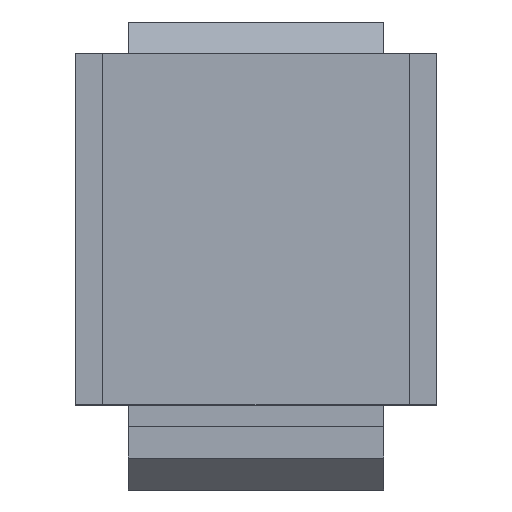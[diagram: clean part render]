
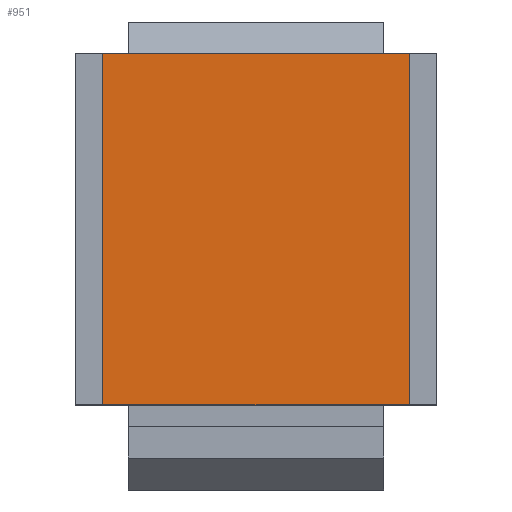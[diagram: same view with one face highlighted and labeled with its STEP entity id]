
A CAD part, top view. The second image highlights one B-rep face of the part: STEP entity #951.
In plain terms, the highlighted planar face has unit normal (0, 0, 1).
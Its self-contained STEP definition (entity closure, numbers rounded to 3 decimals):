
#644 = VERTEX_POINT('',#645);
#645 = CARTESIAN_POINT('',(7.2,-8.,0.));
#653 = VERTEX_POINT('',#654);
#654 = CARTESIAN_POINT('',(-7.2,-8.,0.));
#660 = EDGE_CURVE('',#653,#644,#661,.T.);
#661 = LINE('',#662,#663);
#662 = CARTESIAN_POINT('',(-7.2,-8.,0.));
#663 = VECTOR('',#664,1.);
#664 = DIRECTION('',(1.,0.,0.));
#828 = VERTEX_POINT('',#829);
#829 = CARTESIAN_POINT('',(7.2,8.5,0.));
#837 = VERTEX_POINT('',#838);
#838 = CARTESIAN_POINT('',(-7.2,8.5,0.));
#844 = EDGE_CURVE('',#837,#828,#845,.T.);
#845 = LINE('',#846,#847);
#846 = CARTESIAN_POINT('',(-7.2,8.5,0.));
#847 = VECTOR('',#848,1.);
#848 = DIRECTION('',(1.,0.,0.));
#941 = EDGE_CURVE('',#644,#828,#942,.T.);
#942 = LINE('',#943,#944);
#943 = CARTESIAN_POINT('',(7.2,-8.,0.));
#944 = VECTOR('',#945,1.);
#945 = DIRECTION('',(0.,1.,0.));
#951 = ADVANCED_FACE('',(#952),#963,.T.);
#952 = FACE_BOUND('',#953,.T.);
#953 = EDGE_LOOP('',(#954,#960,#961,#962));
#954 = ORIENTED_EDGE('',*,*,#955,.F.);
#955 = EDGE_CURVE('',#653,#837,#956,.T.);
#956 = LINE('',#957,#958);
#957 = CARTESIAN_POINT('',(-7.2,-8.,0.));
#958 = VECTOR('',#959,1.);
#959 = DIRECTION('',(0.,1.,0.));
#960 = ORIENTED_EDGE('',*,*,#660,.T.);
#961 = ORIENTED_EDGE('',*,*,#941,.T.);
#962 = ORIENTED_EDGE('',*,*,#844,.F.);
#963 = PLANE('',#964);
#964 = AXIS2_PLACEMENT_3D('',#965,#966,#967);
#965 = CARTESIAN_POINT('',(-7.2,-8.,0.));
#966 = DIRECTION('',(0.,0.,1.));
#967 = DIRECTION('',(1.,0.,0.));
